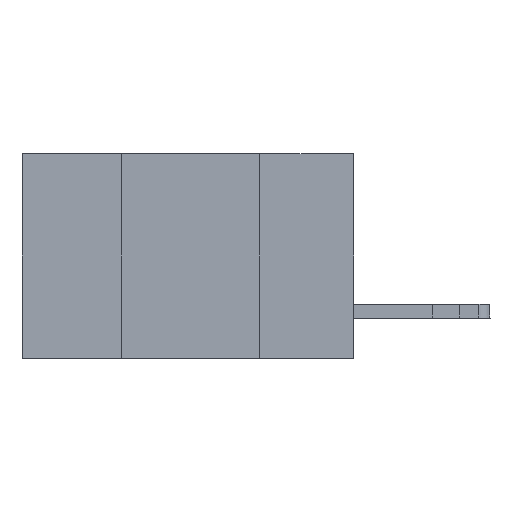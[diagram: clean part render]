
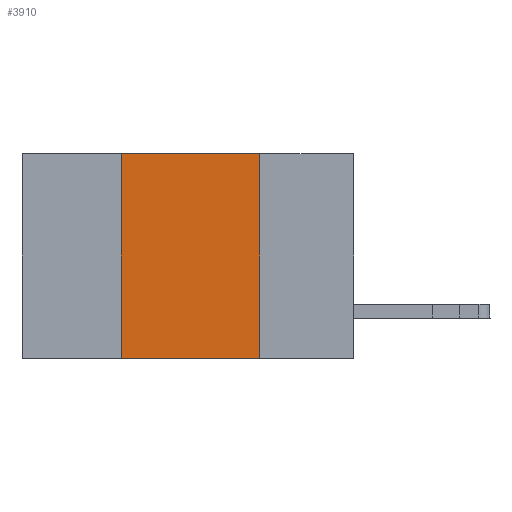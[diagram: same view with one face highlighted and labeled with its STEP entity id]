
A CAD part, left-side view. The second image highlights one B-rep face of the part: STEP entity #3910.
In plain terms, the highlighted planar face has unit normal (-1, 0, 0).
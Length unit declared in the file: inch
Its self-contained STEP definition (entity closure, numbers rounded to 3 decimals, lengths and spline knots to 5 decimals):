
#697 = EDGE_CURVE ( 'NONE', #16272, #10348, #4159, .T. ) ;
#1232 = LINE ( 'NONE', #9827, #6279 ) ;
#1897 = DIRECTION ( 'NONE',  ( 0., -1., 0. ) ) ;
#2193 = CARTESIAN_POINT ( 'NONE',  ( 0., 0.6, 0. ) ) ;
#2328 = VERTEX_POINT ( 'NONE', #5821 ) ;
#2947 = ORIENTED_EDGE ( 'NONE', *, *, #7787, .F. ) ;
#3783 = AXIS2_PLACEMENT_3D ( 'NONE', #2193, #16086, #17772 ) ;
#3910 = ADVANCED_FACE ( 'NONE', ( #14155 ), #7048, .F. ) ;
#4093 = DIRECTION ( 'NONE',  ( 0., 0., -1. ) ) ;
#4159 = LINE ( 'NONE', #9802, #12825 ) ;
#5004 = VERTEX_POINT ( 'NONE', #8267 ) ;
#5459 = CARTESIAN_POINT ( 'NONE',  ( 0., 0.42, -0.37 ) ) ;
#5821 = CARTESIAN_POINT ( 'NONE',  ( 0., 0.42, 0. ) ) ;
#6279 = VECTOR ( 'NONE', #8363, 39.37008 ) ;
#6914 = CARTESIAN_POINT ( 'NONE',  ( 0., 0.17, 0. ) ) ;
#7048 = PLANE ( 'NONE',  #3783 ) ;
#7338 = LINE ( 'NONE', #18779, #17907 ) ;
#7787 = EDGE_CURVE ( 'NONE', #16272, #2328, #1232, .T. ) ;
#8267 = CARTESIAN_POINT ( 'NONE',  ( 0., 0.17, 0. ) ) ;
#8363 = DIRECTION ( 'NONE',  ( 0., 0., 1. ) ) ;
#8609 = VECTOR ( 'NONE', #4093, 39.37008 ) ;
#9802 = CARTESIAN_POINT ( 'NONE',  ( 0., 0.6, -0.37 ) ) ;
#9827 = CARTESIAN_POINT ( 'NONE',  ( 0., 0.42, 0. ) ) ;
#10296 = ORIENTED_EDGE ( 'NONE', *, *, #15645, .F. ) ;
#10348 = VERTEX_POINT ( 'NONE', #13319 ) ;
#12495 = EDGE_LOOP ( 'NONE', ( #18630, #10296, #2947, #13034 ) ) ;
#12825 = VECTOR ( 'NONE', #17450, 39.37008 ) ;
#13034 = ORIENTED_EDGE ( 'NONE', *, *, #697, .T. ) ;
#13319 = CARTESIAN_POINT ( 'NONE',  ( 0., 0.17, -0.37 ) ) ;
#14155 = FACE_OUTER_BOUND ( 'NONE', #12495, .T. ) ;
#14672 = EDGE_CURVE ( 'NONE', #5004, #10348, #14819, .T. ) ;
#14819 = LINE ( 'NONE', #6914, #8609 ) ;
#15645 = EDGE_CURVE ( 'NONE', #2328, #5004, #7338, .T. ) ;
#16086 = DIRECTION ( 'NONE',  ( 1., 0., 0. ) ) ;
#16272 = VERTEX_POINT ( 'NONE', #5459 ) ;
#17450 = DIRECTION ( 'NONE',  ( 0., -1., 0. ) ) ;
#17772 = DIRECTION ( 'NONE',  ( 0., 0., -1. ) ) ;
#17907 = VECTOR ( 'NONE', #1897, 39.37008 ) ;
#18630 = ORIENTED_EDGE ( 'NONE', *, *, #14672, .F. ) ;
#18779 = CARTESIAN_POINT ( 'NONE',  ( 0., 0.6, 0. ) ) ;
